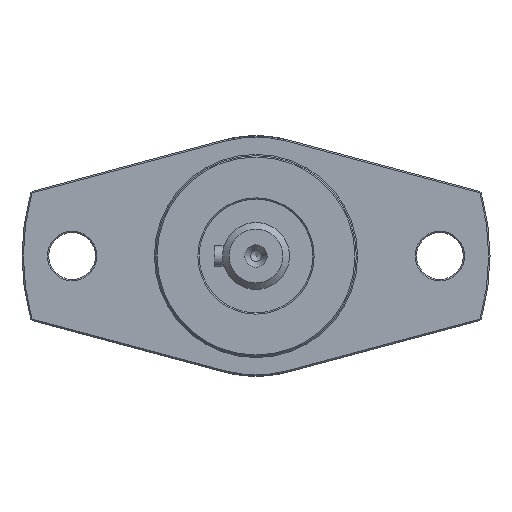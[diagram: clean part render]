
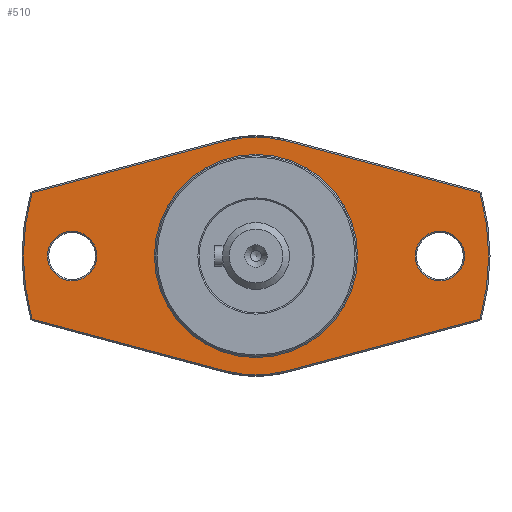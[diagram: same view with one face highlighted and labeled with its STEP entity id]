
A CAD part, left-side view. The second image highlights one B-rep face of the part: STEP entity #510.
In plain terms, the highlighted planar face has unit normal (-1, 0, 0).
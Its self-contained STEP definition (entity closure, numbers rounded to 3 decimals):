
#398=CARTESIAN_POINT('',(26.5,-27.5,3.7));
#399=VERTEX_POINT('',#398);
#400=CARTESIAN_POINT('',(26.5,-27.5,0.0));
#401=DIRECTION('',(-1.0,0.0,0.0));
#402=DIRECTION('',(0.0,0.0,-1.0));
#403=AXIS2_PLACEMENT_3D('',#400,#401,#402);
#404=CIRCLE('',#403,3.7);
#405=EDGE_CURVE('',#399,#399,#404,.T.);
#410=CARTESIAN_POINT('',(26.5,25.,0.0));
#411=DIRECTION('',(-1.0,0.0,0.0));
#412=DIRECTION('',(0.0,0.0,1.0));
#413=AXIS2_PLACEMENT_3D('',#410,#411,#412);
#414=PLANE('',#413);
#415=CARTESIAN_POINT('',(26.5,-4.607,17.193));
#416=VERTEX_POINT('',#415);
#417=CARTESIAN_POINT('',(26.5,-33.491,9.454));
#418=VERTEX_POINT('',#417);
#419=CARTESIAN_POINT('',(26.5,-4.607,17.193));
#420=DIRECTION('',(0.,-0.966,-0.259));
#421=VECTOR('',#420,29.903);
#422=LINE('',#419,#421);
#423=EDGE_CURVE('',#416,#418,#422,.T.);
#424=ORIENTED_EDGE('',*,*,#423,.F.);
#425=CARTESIAN_POINT('',(26.5,4.607,17.193));
#426=VERTEX_POINT('',#425);
#427=CARTESIAN_POINT('',(26.5,0.,0.0));
#428=DIRECTION('',(1.0,0.0,0.0));
#429=DIRECTION('',(0.0,1.0,0.0));
#430=AXIS2_PLACEMENT_3D('',#427,#428,#429);
#431=CIRCLE('',#430,17.8);
#432=EDGE_CURVE('',#426,#416,#431,.T.);
#433=ORIENTED_EDGE('',*,*,#432,.F.);
#434=CARTESIAN_POINT('',(26.5,33.491,9.454));
#435=VERTEX_POINT('',#434);
#436=CARTESIAN_POINT('',(26.5,33.491,9.454));
#437=DIRECTION('',(0.,-0.966,0.259));
#438=VECTOR('',#437,29.903);
#439=LINE('',#436,#438);
#440=EDGE_CURVE('',#435,#426,#439,.T.);
#441=ORIENTED_EDGE('',*,*,#440,.F.);
#442=CARTESIAN_POINT('',(26.5,33.491,-9.454));
#443=VERTEX_POINT('',#442);
#444=CARTESIAN_POINT('',(26.5,0.,0.0));
#445=DIRECTION('',(1.0,0.0,0.0));
#446=DIRECTION('',(0.0,1.0,0.0));
#447=AXIS2_PLACEMENT_3D('',#444,#445,#446);
#448=CIRCLE('',#447,34.8);
#449=EDGE_CURVE('',#443,#435,#448,.T.);
#450=ORIENTED_EDGE('',*,*,#449,.F.);
#451=CARTESIAN_POINT('',(26.5,4.607,-17.193));
#452=VERTEX_POINT('',#451);
#453=CARTESIAN_POINT('',(26.5,4.607,-17.193));
#454=DIRECTION('',(0.,0.966,0.259));
#455=VECTOR('',#454,29.903);
#456=LINE('',#453,#455);
#457=EDGE_CURVE('',#452,#443,#456,.T.);
#458=ORIENTED_EDGE('',*,*,#457,.F.);
#459=CARTESIAN_POINT('',(26.5,-4.607,-17.193));
#460=VERTEX_POINT('',#459);
#461=CARTESIAN_POINT('',(26.5,0.,0.0));
#462=DIRECTION('',(1.0,0.0,0.0));
#463=DIRECTION('',(0.0,1.0,0.0));
#464=AXIS2_PLACEMENT_3D('',#461,#462,#463);
#465=CIRCLE('',#464,17.8);
#466=EDGE_CURVE('',#460,#452,#465,.T.);
#467=ORIENTED_EDGE('',*,*,#466,.F.);
#468=CARTESIAN_POINT('',(26.5,-33.491,-9.454));
#469=VERTEX_POINT('',#468);
#470=CARTESIAN_POINT('',(26.5,-33.491,-9.454));
#471=DIRECTION('',(0.,0.966,-0.259));
#472=VECTOR('',#471,29.903);
#473=LINE('',#470,#472);
#474=EDGE_CURVE('',#469,#460,#473,.T.);
#475=ORIENTED_EDGE('',*,*,#474,.F.);
#476=CARTESIAN_POINT('',(26.5,0.,0.0));
#477=DIRECTION('',(1.0,0.0,0.0));
#478=DIRECTION('',(0.0,-1.0,0.0));
#479=AXIS2_PLACEMENT_3D('',#476,#477,#478);
#480=CIRCLE('',#479,34.8);
#481=EDGE_CURVE('',#418,#469,#480,.T.);
#482=ORIENTED_EDGE('',*,*,#481,.F.);
#483=EDGE_LOOP('',(#424,#433,#441,#450,#458,#467,#475,#482));
#484=FACE_OUTER_BOUND('',#483,.T.);
#485=CARTESIAN_POINT('',(26.5,27.5,3.7));
#486=VERTEX_POINT('',#485);
#487=CARTESIAN_POINT('',(26.5,27.5,0.0));
#488=DIRECTION('',(-1.0,0.0,0.0));
#489=DIRECTION('',(0.0,0.0,-1.0));
#490=AXIS2_PLACEMENT_3D('',#487,#488,#489);
#491=CIRCLE('',#490,3.7);
#492=EDGE_CURVE('',#486,#486,#491,.T.);
#493=ORIENTED_EDGE('',*,*,#492,.F.);
#494=EDGE_LOOP('',(#493));
#495=FACE_BOUND('',#494,.T.);
#496=CARTESIAN_POINT('',(26.5,15.2,0.));
#497=VERTEX_POINT('',#496);
#498=CARTESIAN_POINT('',(26.5,0.,0.0));
#499=DIRECTION('',(-1.0,0.0,0.0));
#500=DIRECTION('',(0.0,-1.0,0.0));
#501=AXIS2_PLACEMENT_3D('',#498,#499,#500);
#502=CIRCLE('',#501,15.2);
#503=EDGE_CURVE('',#497,#497,#502,.T.);
#504=ORIENTED_EDGE('',*,*,#503,.F.);
#505=EDGE_LOOP('',(#504));
#506=FACE_BOUND('',#505,.T.);
#507=ORIENTED_EDGE('',*,*,#405,.F.);
#508=EDGE_LOOP('',(#507));
#509=FACE_BOUND('',#508,.T.);
#510=ADVANCED_FACE('',(#484,#495,#506,#509),#414,.T.);
